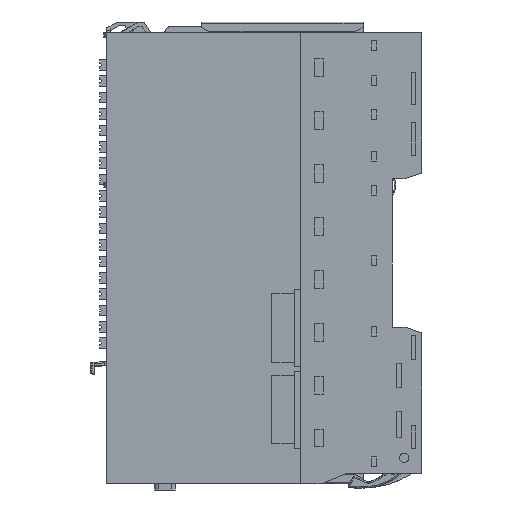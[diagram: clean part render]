
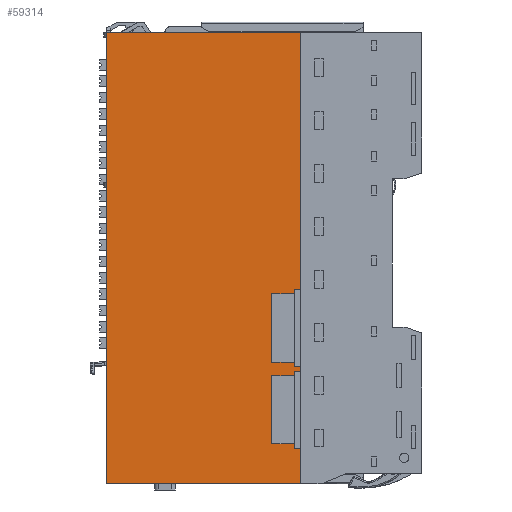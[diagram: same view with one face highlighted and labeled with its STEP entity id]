
A CAD part, left-side view. The second image highlights one B-rep face of the part: STEP entity #59314.
In plain terms, the highlighted planar face has unit normal (-1, 0.018, 0).
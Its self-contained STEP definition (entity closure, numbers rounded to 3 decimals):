
#533=DIRECTION('',(0.017,1.,0.));
#534=VECTOR('',#533,46.207);
#535=CARTESIAN_POINT('',(-24.307,18.9,-55.));
#536=LINE('',#535,#534);
#1847=DIRECTION('',(0.017,1.,0.));
#1848=VECTOR('',#1847,46.207);
#1849=CARTESIAN_POINT('',(-24.307,18.9,52.5));
#1850=LINE('',#1849,#1848);
#5976=DIRECTION('',(0.,0.,1.));
#5977=VECTOR('',#5976,107.5);
#5978=CARTESIAN_POINT('',(-23.5,65.1,-55.));
#5979=LINE('',#5978,#5977);
#19638=DIRECTION('',(0.,0.,-1.));
#19639=VECTOR('',#19638,105.5);
#19640=CARTESIAN_POINT('',(-24.307,18.9,51.5));
#19641=LINE('',#19640,#19639);
#19642=DIRECTION('',(0.,0.,-1.));
#19643=VECTOR('',#19642,1.);
#19644=CARTESIAN_POINT('',(-24.307,18.9,-54.));
#19645=LINE('',#19644,#19643);
#19646=DIRECTION('',(0.,0.,-1.));
#19647=VECTOR('',#19646,1.);
#19648=CARTESIAN_POINT('',(-24.307,18.9,52.5));
#19649=LINE('',#19648,#19647);
#30020=CARTESIAN_POINT('',(-23.5,65.1,-55.));
#30021=CARTESIAN_POINT('',(-23.5,65.1,52.5));
#30022=VERTEX_POINT('',#30020);
#30023=VERTEX_POINT('',#30021);
#30025=CARTESIAN_POINT('',(-24.307,18.9,-55.));
#30027=VERTEX_POINT('',#30025);
#30029=CARTESIAN_POINT('',(-24.307,18.9,52.5));
#30031=VERTEX_POINT('',#30029);
#31225=CARTESIAN_POINT('',(-24.307,18.9,-54.));
#31227=VERTEX_POINT('',#31225);
#31231=CARTESIAN_POINT('',(-24.307,18.9,51.5));
#31232=VERTEX_POINT('',#31231);
#59298=CARTESIAN_POINT('',(-24.307,18.9,52.5));
#59299=DIRECTION('',(1.,-0.017,0.));
#59300=DIRECTION('',(0.017,1.,0.));
#59301=AXIS2_PLACEMENT_3D('',#59298,#59299,#59300);
#59302=PLANE('',#59301);
#59304=ORIENTED_EDGE('',*,*,#59303,.T.);
#59306=ORIENTED_EDGE('',*,*,#59305,.T.);
#59307=ORIENTED_EDGE('',*,*,#31866,.T.);
#59308=ORIENTED_EDGE('',*,*,#38207,.T.);
#59309=ORIENTED_EDGE('',*,*,#34002,.F.);
#59311=ORIENTED_EDGE('',*,*,#59310,.T.);
#59312=EDGE_LOOP('',(#59304,#59306,#59307,#59308,#59309,#59311));
#59313=FACE_OUTER_BOUND('',#59312,.F.);
#59314=ADVANCED_FACE('',(#59313),#59302,.F.);
#31866=EDGE_CURVE('',#30027,#30022,#536,.T.);
#34002=EDGE_CURVE('',#30031,#30023,#1850,.T.);
#38207=EDGE_CURVE('',#30022,#30023,#5979,.T.);
#59303=EDGE_CURVE('',#31232,#31227,#19641,.T.);
#59305=EDGE_CURVE('',#31227,#30027,#19645,.T.);
#59310=EDGE_CURVE('',#30031,#31232,#19649,.T.);
